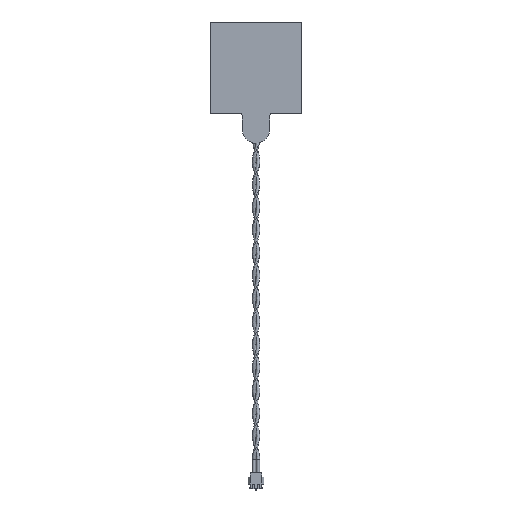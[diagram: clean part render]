
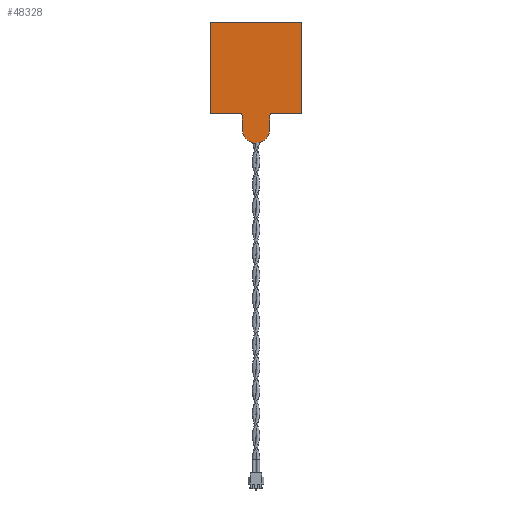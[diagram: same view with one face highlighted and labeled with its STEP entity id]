
A CAD part, top view. The second image highlights one B-rep face of the part: STEP entity #48328.
In plain terms, the highlighted planar face has unit normal (0, 0, 1).
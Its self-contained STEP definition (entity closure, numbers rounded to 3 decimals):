
#715 = ORIENTED_EDGE ( 'NONE', *, *, #9935, .F. ) ;
#749 = CARTESIAN_POINT ( 'NONE',  ( 53.005, -10.504, 0.15 ) ) ;
#804 = PLANE ( 'NONE',  #19086 ) ;
#1081 = CARTESIAN_POINT ( 'NONE',  ( 53.505, -10.504, 0.15 ) ) ;
#1312 = DIRECTION ( 'NONE',  ( 0., 0., -1. ) ) ;
#3821 = DIRECTION ( 'NONE',  ( -1., 0., 0. ) ) ;
#4185 = VERTEX_POINT ( 'NONE', #15675 ) ;
#5780 = CIRCLE ( 'NONE', #27942, 0.5 ) ;
#6304 = ORIENTED_EDGE ( 'NONE', *, *, #39736, .F. ) ;
#6556 = AXIS2_PLACEMENT_3D ( 'NONE', #46071, #30043, #38041 ) ;
#6676 = CARTESIAN_POINT ( 'NONE',  ( 60.005, 9.996, 0.15 ) ) ;
#7334 = CIRCLE ( 'NONE', #6556, 3. ) ;
#7750 = ORIENTED_EDGE ( 'NONE', *, *, #24978, .F. ) ;
#7950 = LINE ( 'NONE', #29784, #11418 ) ;
#7971 = CARTESIAN_POINT ( 'NONE',  ( 46.505, -10.004, 0.15 ) ) ;
#8055 = CARTESIAN_POINT ( 'NONE',  ( 60.005, -10.004, 0.15 ) ) ;
#8653 = VECTOR ( 'NONE', #41928, 1000. ) ;
#9653 = EDGE_CURVE ( 'NONE', #45939, #14690, #36441, .T. ) ;
#9935 = EDGE_CURVE ( 'NONE', #14690, #18638, #15508, .T. ) ;
#10164 = ORIENTED_EDGE ( 'NONE', *, *, #22800, .F. ) ;
#10591 = ORIENTED_EDGE ( 'NONE', *, *, #22467, .T. ) ;
#10642 = EDGE_LOOP ( 'NONE', ( #10164, #33663, #21357, #23180, #15344, #7750, #715, #28644, #6304, #10591 ) ) ;
#11418 = VECTOR ( 'NONE', #34535, 1000. ) ;
#12611 = DIRECTION ( 'NONE',  ( 0., 1., 0. ) ) ;
#12717 = VECTOR ( 'NONE', #23185, 1000. ) ;
#12874 = CARTESIAN_POINT ( 'NONE',  ( 40.005, -10.004, 0.15 ) ) ;
#13383 = DIRECTION ( 'NONE',  ( 0., -1., 0. ) ) ;
#13472 = CARTESIAN_POINT ( 'NONE',  ( 46.505, -10.504, 0.15 ) ) ;
#14690 = VERTEX_POINT ( 'NONE', #7971 ) ;
#14777 = CARTESIAN_POINT ( 'NONE',  ( 46.505, -10.004, 0.15 ) ) ;
#15344 = ORIENTED_EDGE ( 'NONE', *, *, #17860, .F. ) ;
#15508 = LINE ( 'NONE', #14777, #8653 ) ;
#15675 = CARTESIAN_POINT ( 'NONE',  ( 53.005, -10.504, 0.15 ) ) ;
#16117 = CARTESIAN_POINT ( 'NONE',  ( 46.505, -10.504, 0.15 ) ) ;
#16826 = VECTOR ( 'NONE', #12611, 1000. ) ;
#17860 = EDGE_CURVE ( 'NONE', #37235, #46584, #18773, .T. ) ;
#18638 = VERTEX_POINT ( 'NONE', #36339 ) ;
#18754 = CARTESIAN_POINT ( 'NONE',  ( 60.005, 9.996, 0.15 ) ) ;
#18773 = LINE ( 'NONE', #33971, #19726 ) ;
#19086 = AXIS2_PLACEMENT_3D ( 'NONE', #16117, #1312, #27790 ) ;
#19726 = VECTOR ( 'NONE', #49225, 1000. ) ;
#20351 = FACE_OUTER_BOUND ( 'NONE', #10642, .T. ) ;
#21357 = ORIENTED_EDGE ( 'NONE', *, *, #35463, .F. ) ;
#22467 = EDGE_CURVE ( 'NONE', #48635, #38554, #7334, .T. ) ;
#22800 = EDGE_CURVE ( 'NONE', #4185, #38554, #46272, .T. ) ;
#23180 = ORIENTED_EDGE ( 'NONE', *, *, #38058, .F. ) ;
#23185 = DIRECTION ( 'NONE',  ( -1., 0., 0. ) ) ;
#24978 = EDGE_CURVE ( 'NONE', #18638, #37235, #35737, .T. ) ;
#25512 = EDGE_CURVE ( 'NONE', #48357, #4185, #5780, .T. ) ;
#27628 = CARTESIAN_POINT ( 'NONE',  ( 60.005, -10.004, 0.15 ) ) ;
#27790 = DIRECTION ( 'NONE',  ( -1., 0., 0. ) ) ;
#27942 = AXIS2_PLACEMENT_3D ( 'NONE', #1081, #37822, #3821 ) ;
#28644 = ORIENTED_EDGE ( 'NONE', *, *, #9653, .F. ) ;
#29556 = VERTEX_POINT ( 'NONE', #27628 ) ;
#29784 = CARTESIAN_POINT ( 'NONE',  ( 47.005, -13.504, 0.15 ) ) ;
#30043 = DIRECTION ( 'NONE',  ( 0., 0., 1. ) ) ;
#32839 = VECTOR ( 'NONE', #13383, 1000. ) ;
#33663 = ORIENTED_EDGE ( 'NONE', *, *, #25512, .F. ) ;
#33971 = CARTESIAN_POINT ( 'NONE',  ( 40.005, 9.996, 0.15 ) ) ;
#34535 = DIRECTION ( 'NONE',  ( 0., 1., 0. ) ) ;
#34727 = DIRECTION ( 'NONE',  ( 0., -1., 0. ) ) ;
#34787 = CARTESIAN_POINT ( 'NONE',  ( 53.505, -10.004, 0.15 ) ) ;
#35463 = EDGE_CURVE ( 'NONE', #29556, #48357, #42137, .T. ) ;
#35737 = LINE ( 'NONE', #12874, #16826 ) ;
#35853 = DIRECTION ( 'NONE',  ( 0., 0., 1. ) ) ;
#36111 = DIRECTION ( 'NONE',  ( -1., 0., 0. ) ) ;
#36339 = CARTESIAN_POINT ( 'NONE',  ( 40.005, -10.004, 0.15 ) ) ;
#36441 = CIRCLE ( 'NONE', #49199, 0.5 ) ;
#36756 = LINE ( 'NONE', #6676, #32839 ) ;
#37235 = VERTEX_POINT ( 'NONE', #48725 ) ;
#37822 = DIRECTION ( 'NONE',  ( 0., 0., 1. ) ) ;
#38041 = DIRECTION ( 'NONE',  ( -1., 0., 0. ) ) ;
#38058 = EDGE_CURVE ( 'NONE', #46584, #29556, #36756, .T. ) ;
#38554 = VERTEX_POINT ( 'NONE', #44986 ) ;
#39736 = EDGE_CURVE ( 'NONE', #48635, #45939, #7950, .T. ) ;
#40234 = CARTESIAN_POINT ( 'NONE',  ( 47.005, -13.504, 0.15 ) ) ;
#41650 = CARTESIAN_POINT ( 'NONE',  ( 47.005, -10.504, 0.15 ) ) ;
#41928 = DIRECTION ( 'NONE',  ( -1., 0., 0. ) ) ;
#42137 = LINE ( 'NONE', #8055, #12717 ) ;
#44986 = CARTESIAN_POINT ( 'NONE',  ( 53.005, -13.504, 0.15 ) ) ;
#45513 = VECTOR ( 'NONE', #34727, 1000. ) ;
#45939 = VERTEX_POINT ( 'NONE', #41650 ) ;
#46071 = CARTESIAN_POINT ( 'NONE',  ( 50.005, -13.504, 0.15 ) ) ;
#46272 = LINE ( 'NONE', #749, #45513 ) ;
#46584 = VERTEX_POINT ( 'NONE', #18754 ) ;
#48328 = ADVANCED_FACE ( 'NONE', ( #20351 ), #804, .F. ) ;
#48357 = VERTEX_POINT ( 'NONE', #34787 ) ;
#48635 = VERTEX_POINT ( 'NONE', #40234 ) ;
#48725 = CARTESIAN_POINT ( 'NONE',  ( 40.005, 9.996, 0.15 ) ) ;
#49199 = AXIS2_PLACEMENT_3D ( 'NONE', #13472, #35853, #36111 ) ;
#49225 = DIRECTION ( 'NONE',  ( 1., 0., 0. ) ) ;
